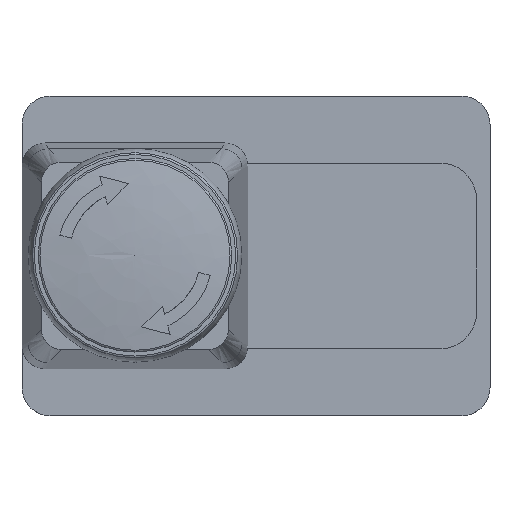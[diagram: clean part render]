
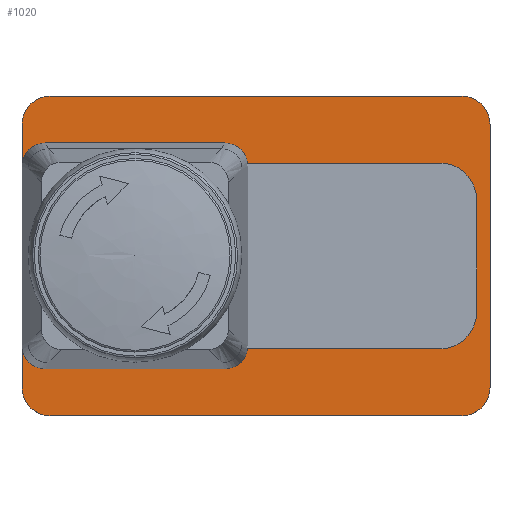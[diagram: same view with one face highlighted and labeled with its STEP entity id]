
A CAD part, top view. The second image highlights one B-rep face of the part: STEP entity #1020.
In plain terms, the highlighted planar face has unit normal (0, 0, 1).
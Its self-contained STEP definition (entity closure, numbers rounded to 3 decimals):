
#48=FACE_BOUND($,#200,.T.);
#65=CIRCLE($,#1086,4.2);
#67=CIRCLE($,#1090,4.2);
#69=CIRCLE($,#1094,4.2);
#71=CIRCLE($,#1098,4.2);
#72=CIRCLE($,#1100,5.5);
#73=CIRCLE($,#1101,5.5);
#74=CIRCLE($,#1102,5.5);
#75=CIRCLE($,#1103,5.5);
#133=FACE_OUTER_BOUND($,#199,.T.);
#199=EDGE_LOOP($,(#717,#718,#719,#720,#721,#722,#723,#724));
#200=EDGE_LOOP($,(#725,#726,#727,#728,#729,#730,#731,#732));
#275=LINE($,#1486,#359);
#279=LINE($,#1498,#363);
#283=LINE($,#1510,#367);
#287=LINE($,#1522,#371);
#289=LINE($,#1532,#373);
#290=LINE($,#1536,#374);
#291=LINE($,#1540,#375);
#292=LINE($,#1543,#376);
#359=VECTOR($,#1192,61.6);
#363=VECTOR($,#1204,39.4);
#367=VECTOR($,#1216,61.6);
#371=VECTOR($,#1228,39.4);
#373=VECTOR($,#1240,16.8);
#374=VECTOR($,#1243,55.);
#375=VECTOR($,#1246,16.8);
#376=VECTOR($,#1249,55.);
#443=VERTEX_POINT($,#1483);
#444=VERTEX_POINT($,#1485);
#446=VERTEX_POINT($,#1491);
#448=VERTEX_POINT($,#1497);
#450=VERTEX_POINT($,#1503);
#452=VERTEX_POINT($,#1509);
#454=VERTEX_POINT($,#1515);
#456=VERTEX_POINT($,#1521);
#457=VERTEX_POINT($,#1528);
#458=VERTEX_POINT($,#1529);
#459=VERTEX_POINT($,#1531);
#460=VERTEX_POINT($,#1533);
#461=VERTEX_POINT($,#1535);
#462=VERTEX_POINT($,#1537);
#463=VERTEX_POINT($,#1539);
#464=VERTEX_POINT($,#1541);
#542=EDGE_CURVE($,#444,#443,#275,.T.);
#545=EDGE_CURVE($,#446,#444,#65,.T.);
#548=EDGE_CURVE($,#448,#446,#279,.T.);
#551=EDGE_CURVE($,#450,#448,#67,.T.);
#554=EDGE_CURVE($,#452,#450,#283,.T.);
#557=EDGE_CURVE($,#454,#452,#69,.T.);
#560=EDGE_CURVE($,#456,#454,#287,.T.);
#563=EDGE_CURVE($,#443,#456,#71,.T.);
#564=EDGE_CURVE($,#457,#458,#72,.T.);
#565=EDGE_CURVE($,#459,#457,#289,.T.);
#566=EDGE_CURVE($,#460,#459,#73,.T.);
#567=EDGE_CURVE($,#461,#460,#290,.T.);
#568=EDGE_CURVE($,#462,#461,#74,.T.);
#569=EDGE_CURVE($,#463,#462,#291,.T.);
#570=EDGE_CURVE($,#464,#463,#75,.T.);
#571=EDGE_CURVE($,#458,#464,#292,.T.);
#717=ORIENTED_EDGE($,*,*,#563,.T.);
#718=ORIENTED_EDGE($,*,*,#560,.T.);
#719=ORIENTED_EDGE($,*,*,#557,.T.);
#720=ORIENTED_EDGE($,*,*,#554,.T.);
#721=ORIENTED_EDGE($,*,*,#551,.T.);
#722=ORIENTED_EDGE($,*,*,#548,.T.);
#723=ORIENTED_EDGE($,*,*,#545,.T.);
#724=ORIENTED_EDGE($,*,*,#542,.T.);
#725=ORIENTED_EDGE($,*,*,#564,.F.);
#726=ORIENTED_EDGE($,*,*,#565,.F.);
#727=ORIENTED_EDGE($,*,*,#566,.F.);
#728=ORIENTED_EDGE($,*,*,#567,.F.);
#729=ORIENTED_EDGE($,*,*,#568,.F.);
#730=ORIENTED_EDGE($,*,*,#569,.F.);
#731=ORIENTED_EDGE($,*,*,#570,.F.);
#732=ORIENTED_EDGE($,*,*,#571,.F.);
#979=PLANE($,#1099);
#1020=ADVANCED_FACE($,(#133,#48),#979,.T.);
#1086=AXIS2_PLACEMENT_3D($,#1492,#1198,#1199);
#1090=AXIS2_PLACEMENT_3D($,#1504,#1210,#1211);
#1094=AXIS2_PLACEMENT_3D($,#1516,#1222,#1223);
#1098=AXIS2_PLACEMENT_3D($,#1526,#1234,#1235);
#1099=AXIS2_PLACEMENT_3D($,#1527,#1236,#1237);
#1100=AXIS2_PLACEMENT_3D($,#1530,#1238,#1239);
#1101=AXIS2_PLACEMENT_3D($,#1534,#1241,#1242);
#1102=AXIS2_PLACEMENT_3D($,#1538,#1244,#1245);
#1103=AXIS2_PLACEMENT_3D($,#1542,#1247,#1248);
#1192=DIRECTION($,(-1.,0.,0.));
#1198=DIRECTION('center_axis',(0.,0.,1.));
#1199=DIRECTION('ref_axis',(1.,0.,0.));
#1204=DIRECTION($,(0.,1.,0.));
#1210=DIRECTION('center_axis',(0.,0.,1.));
#1211=DIRECTION('ref_axis',(0.,-1.,0.));
#1216=DIRECTION($,(1.,0.,0.));
#1222=DIRECTION('center_axis',(0.,0.,1.));
#1223=DIRECTION('ref_axis',(-1.,0.,0.));
#1228=DIRECTION($,(0.,-1.,0.));
#1234=DIRECTION('center_axis',(0.,0.,1.));
#1235=DIRECTION('ref_axis',(0.,1.,0.));
#1236=DIRECTION('center_axis',(0.,0.,1.));
#1237=DIRECTION('ref_axis',(1.,0.,0.));
#1238=DIRECTION('center_axis',(0.,0.,1.));
#1239=DIRECTION('ref_axis',(1.,0.,0.));
#1240=DIRECTION($,(0.,1.,0.));
#1241=DIRECTION('center_axis',(0.,0.,1.));
#1242=DIRECTION('ref_axis',(0.,-1.,0.));
#1243=DIRECTION($,(1.,0.,0.));
#1244=DIRECTION('center_axis',(0.,0.,1.));
#1245=DIRECTION('ref_axis',(-1.,0.,0.));
#1246=DIRECTION($,(0.,-1.,0.));
#1247=DIRECTION('center_axis',(0.,0.,1.));
#1248=DIRECTION('ref_axis',(0.,1.,0.));
#1249=DIRECTION($,(-1.,0.,0.));
#1483=CARTESIAN_POINT('',(4.2,23.9,0.));
#1485=CARTESIAN_POINT('',(65.8,23.9,0.));
#1486=CARTESIAN_POINT($,(65.8,23.9,0.));
#1491=CARTESIAN_POINT('',(70.,19.7,0.));
#1492=CARTESIAN_POINT('Origin',(65.8,19.7,0.));
#1497=CARTESIAN_POINT('',(70.,-19.7,0.));
#1498=CARTESIAN_POINT($,(70.,-19.7,0.));
#1503=CARTESIAN_POINT('',(65.8,-23.9,0.));
#1504=CARTESIAN_POINT('Origin',(65.8,-19.7,0.));
#1509=CARTESIAN_POINT('',(4.2,-23.9,0.));
#1510=CARTESIAN_POINT($,(4.2,-23.9,0.));
#1515=CARTESIAN_POINT('',(0.,-19.7,0.));
#1516=CARTESIAN_POINT('Origin',(4.2,-19.7,0.));
#1521=CARTESIAN_POINT('',(0.,19.7,0.));
#1522=CARTESIAN_POINT($,(0.,19.7,0.));
#1526=CARTESIAN_POINT('Origin',(4.2,19.7,0.));
#1527=CARTESIAN_POINT('Origin',(35.,0.,0.));
#1528=CARTESIAN_POINT('',(68.,8.4,0.));
#1529=CARTESIAN_POINT('',(62.5,13.9,0.));
#1530=CARTESIAN_POINT('Origin',(62.5,8.4,0.));
#1531=CARTESIAN_POINT('',(68.,-8.4,0.));
#1532=CARTESIAN_POINT($,(68.,-4.2,0.));
#1533=CARTESIAN_POINT('',(62.5,-13.9,0.));
#1534=CARTESIAN_POINT('Origin',(62.5,-8.4,0.));
#1535=CARTESIAN_POINT('',(7.5,-13.9,0.));
#1536=CARTESIAN_POINT($,(21.25,-13.9,0.));
#1537=CARTESIAN_POINT('',(2.,-8.4,0.));
#1538=CARTESIAN_POINT('Origin',(7.5,-8.4,0.));
#1539=CARTESIAN_POINT('',(2.,8.4,0.));
#1540=CARTESIAN_POINT($,(2.,4.2,0.));
#1541=CARTESIAN_POINT('',(7.5,13.9,0.));
#1542=CARTESIAN_POINT('Origin',(7.5,8.4,0.));
#1543=CARTESIAN_POINT($,(48.75,13.9,0.));
